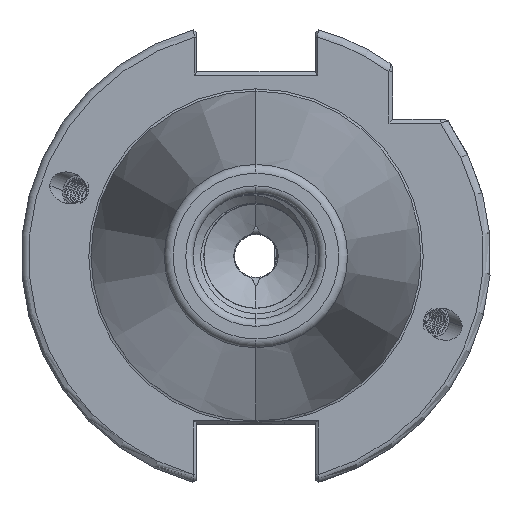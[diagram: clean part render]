
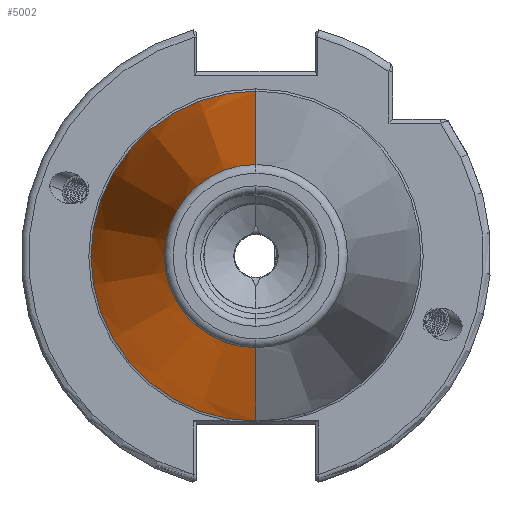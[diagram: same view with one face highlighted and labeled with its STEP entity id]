
A CAD part, left-side view. The second image highlights one B-rep face of the part: STEP entity #5002.
In plain terms, the highlighted conical face has half-angle 8.297 degrees and reference radius 22.692 mm.
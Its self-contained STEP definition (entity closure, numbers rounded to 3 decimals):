
#1020 = CARTESIAN_POINT ( 'NONE',  ( -2.5, 0., 22.327 ) ) ;
#1043 = CARTESIAN_POINT ( 'NONE',  ( -70.573, 0., -12.4 ) ) ;
#1050 = CARTESIAN_POINT ( 'NONE',  ( -70.573, 0., 12.4 ) ) ;
#1057 = CARTESIAN_POINT ( 'NONE',  ( -2.5, 0., -22.327 ) ) ;
#1422 = CIRCLE ( 'NONE', #1905, 22.327 ) ;
#1447 = VECTOR ( 'NONE', #16695, 1000. ) ;
#1450 = LINE ( 'NONE', #16668, #1447 ) ;
#1452 = VECTOR ( 'NONE', #15554, 1000. ) ;
#1454 = LINE ( 'NONE', #15574, #1452 ) ;
#1469 = CIRCLE ( 'NONE', #1893, 12.4 ) ;
#1893 = AXIS2_PLACEMENT_3D ( 'NONE', #16047, #16035, #15963 ) ;
#1905 = AXIS2_PLACEMENT_3D ( 'NONE', #15729, #15725, #15779 ) ;
#2160 = ORIENTED_EDGE ( 'NONE', *, *, #26011, .T. ) ;
#2174 = ORIENTED_EDGE ( 'NONE', *, *, #25986, .F. ) ;
#2198 = ORIENTED_EDGE ( 'NONE', *, *, #25971, .T. ) ;
#2249 = ORIENTED_EDGE ( 'NONE', *, *, #25946, .F. ) ;
#5002 = ADVANCED_FACE ( 'NONE', ( #12321 ), #12336, .T. ) ;
#5335 = EDGE_LOOP ( 'NONE', ( #2160, #2198, #2174, #2249 ) ) ;
#12195 = AXIS2_PLACEMENT_3D ( 'NONE', #14728, #14706, #14724 ) ;
#12321 = FACE_OUTER_BOUND ( 'NONE', #5335, .T. ) ;
#12336 = CONICAL_SURFACE ( 'NONE', #12195, 22.692, 0.145 ) ;
#14706 = DIRECTION ( 'NONE',  ( 1., 0., 0. ) ) ;
#14724 = DIRECTION ( 'NONE',  ( 0., 0., -1. ) ) ;
#14728 = CARTESIAN_POINT ( 'NONE',  ( 0., 0., 0. ) ) ;
#15554 = DIRECTION ( 'NONE',  ( 0.99, 0., 0.144 ) ) ;
#15574 = CARTESIAN_POINT ( 'NONE',  ( 0., 0., 22.692 ) ) ;
#15725 = DIRECTION ( 'NONE',  ( 1., 0., 0. ) ) ;
#15729 = CARTESIAN_POINT ( 'NONE',  ( -2.5, 0., 0. ) ) ;
#15779 = DIRECTION ( 'NONE',  ( 0., 0., -1. ) ) ;
#15963 = DIRECTION ( 'NONE',  ( 0., 0., 1. ) ) ;
#16035 = DIRECTION ( 'NONE',  ( 1., 0., 0. ) ) ;
#16047 = CARTESIAN_POINT ( 'NONE',  ( -70.573, 0., 0. ) ) ;
#16668 = CARTESIAN_POINT ( 'NONE',  ( 0., 0., -22.692 ) ) ;
#16695 = DIRECTION ( 'NONE',  ( 0.99, 0., -0.144 ) ) ;
#21468 = VERTEX_POINT ( 'NONE', #1020 ) ;
#21477 = VERTEX_POINT ( 'NONE', #1050 ) ;
#21479 = VERTEX_POINT ( 'NONE', #1057 ) ;
#21492 = VERTEX_POINT ( 'NONE', #1043 ) ;
#25946 = EDGE_CURVE ( 'NONE', #21492, #21479, #1450, .T. ) ;
#25971 = EDGE_CURVE ( 'NONE', #21477, #21468, #1454, .T. ) ;
#25986 = EDGE_CURVE ( 'NONE', #21479, #21468, #1422, .T. ) ;
#26011 = EDGE_CURVE ( 'NONE', #21492, #21477, #1469, .T. ) ;
